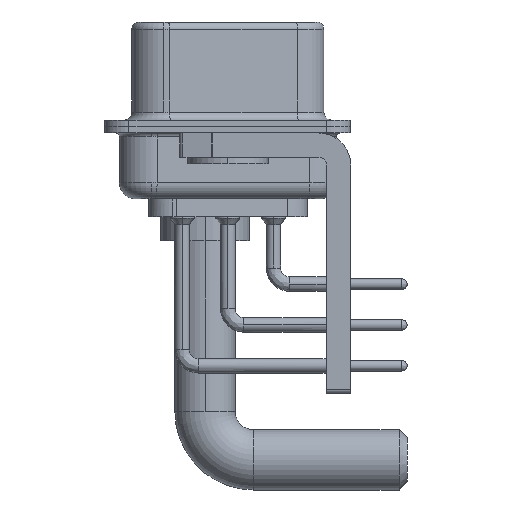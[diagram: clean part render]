
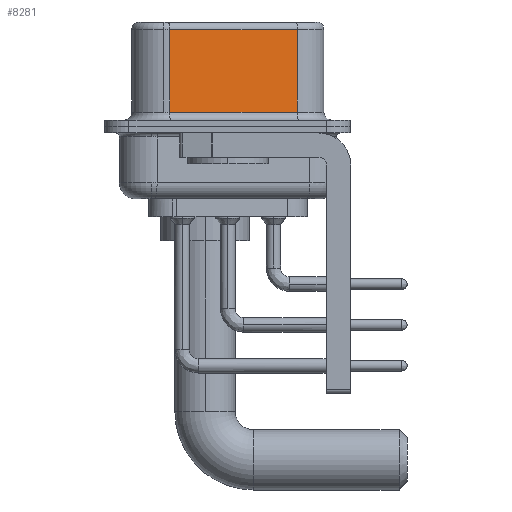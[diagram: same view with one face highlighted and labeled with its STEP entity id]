
A CAD part, left-side view. The second image highlights one B-rep face of the part: STEP entity #8281.
In plain terms, the highlighted planar face has unit normal (-0.985, -0.174, 0).
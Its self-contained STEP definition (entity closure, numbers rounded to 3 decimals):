
#1363 = CARTESIAN_POINT ( 'NONE',  ( 5.132, -4.322, 6.02 ) ) ;
#2485 = CARTESIAN_POINT ( 'NONE',  ( 3.73, 3.628, 0.9 ) ) ;
#3596 = ORIENTED_EDGE ( 'NONE', *, *, #13914, .F. ) ;
#4753 = EDGE_CURVE ( 'NONE', #10022, #24385, #21842, .T. ) ;
#4928 = CARTESIAN_POINT ( 'NONE',  ( 5.132, -4.322, 6.02 ) ) ;
#7553 = DIRECTION ( 'NONE',  ( -0.174, 0.985, 0. ) ) ;
#8281 = ADVANCED_FACE ( 'NONE', ( #13998 ), #29223, .F. ) ;
#10022 = VERTEX_POINT ( 'NONE', #4928 ) ;
#10384 = DIRECTION ( 'NONE',  ( 0.985, 0.174, 0. ) ) ;
#11154 = CARTESIAN_POINT ( 'NONE',  ( 3.73, 3.628, 6.02 ) ) ;
#12338 = VERTEX_POINT ( 'NONE', #2485 ) ;
#12804 = ORIENTED_EDGE ( 'NONE', *, *, #25533, .T. ) ;
#13914 = EDGE_CURVE ( 'NONE', #10022, #31642, #27565, .T. ) ;
#13998 = FACE_OUTER_BOUND ( 'NONE', #14516, .T. ) ;
#14516 = EDGE_LOOP ( 'NONE', ( #3596, #24298, #12804, #26670 ) ) ;
#14873 = CARTESIAN_POINT ( 'NONE',  ( 5.132, -4.322, 0.9 ) ) ;
#15442 = LINE ( 'NONE', #14873, #33915 ) ;
#17488 = CARTESIAN_POINT ( 'NONE',  ( 5.132, -4.322, 6.52 ) ) ;
#17640 = VECTOR ( 'NONE', #36438, 1000. ) ;
#19546 = EDGE_CURVE ( 'NONE', #12338, #31642, #15442, .T. ) ;
#21842 = LINE ( 'NONE', #1363, #36493 ) ;
#22169 = DIRECTION ( 'NONE',  ( -0.174, 0.985, 0. ) ) ;
#23578 = LINE ( 'NONE', #24145, #37114 ) ;
#24145 = CARTESIAN_POINT ( 'NONE',  ( 3.73, 3.628, 6.52 ) ) ;
#24298 = ORIENTED_EDGE ( 'NONE', *, *, #4753, .T. ) ;
#24316 = DIRECTION ( 'NONE',  ( 0.174, -0.985, 0. ) ) ;
#24385 = VERTEX_POINT ( 'NONE', #11154 ) ;
#24677 = CARTESIAN_POINT ( 'NONE',  ( 5.132, -4.322, 6.52 ) ) ;
#25533 = EDGE_CURVE ( 'NONE', #24385, #12338, #23578, .T. ) ;
#26670 = ORIENTED_EDGE ( 'NONE', *, *, #19546, .T. ) ;
#27565 = LINE ( 'NONE', #24677, #17640 ) ;
#29223 = PLANE ( 'NONE',  #36014 ) ;
#31642 = VERTEX_POINT ( 'NONE', #37889 ) ;
#33915 = VECTOR ( 'NONE', #24316, 1000. ) ;
#35332 = DIRECTION ( 'NONE',  ( 0., 0., -1. ) ) ;
#36014 = AXIS2_PLACEMENT_3D ( 'NONE', #17488, #10384, #22169 ) ;
#36438 = DIRECTION ( 'NONE',  ( 0., 0., -1. ) ) ;
#36493 = VECTOR ( 'NONE', #7553, 1000. ) ;
#37114 = VECTOR ( 'NONE', #35332, 1000. ) ;
#37889 = CARTESIAN_POINT ( 'NONE',  ( 5.132, -4.322, 0.9 ) ) ;
